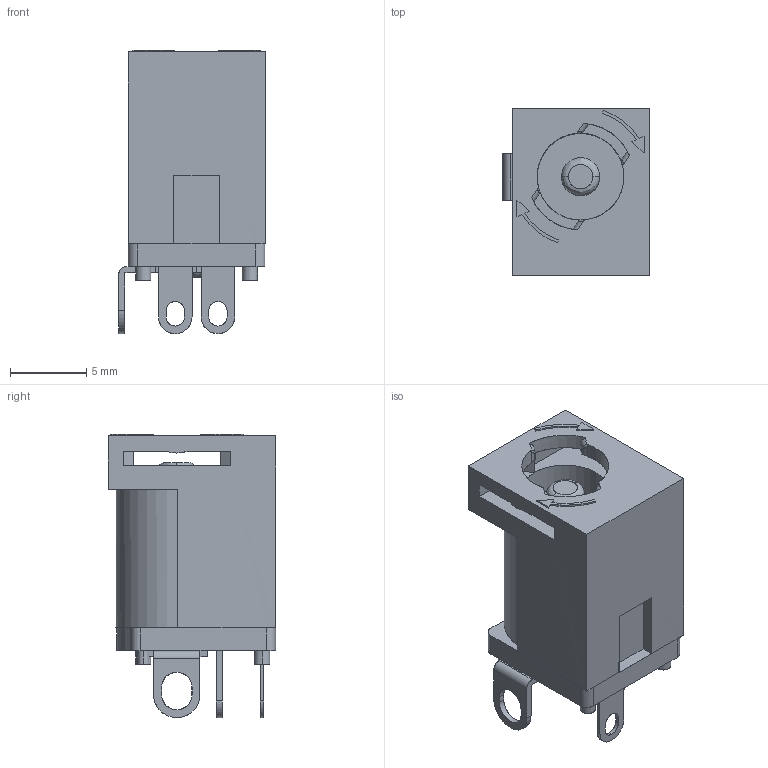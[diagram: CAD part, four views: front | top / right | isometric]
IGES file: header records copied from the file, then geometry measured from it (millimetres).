
Start section: SolidWorks IGES file using analytic representation for surfaces
Global section: file name: KLDVHCX-0202-B-LT_rA4.IGS; native system: SolidWorks 2007; preprocessor: SolidWorks 2007; author: Patrick; date: 120724.113447; units: millimetre
Bounding box: 9.6 x 11 x 18.6 mm (x, y, z)
Surface area: 1170.3 mm2 (no closed solid volume)
Topology: 0 solids, 0 shells, 172 faces, 1594 edges, 1594 vertices
Faces by surface type: bspline 111, revolution 61
